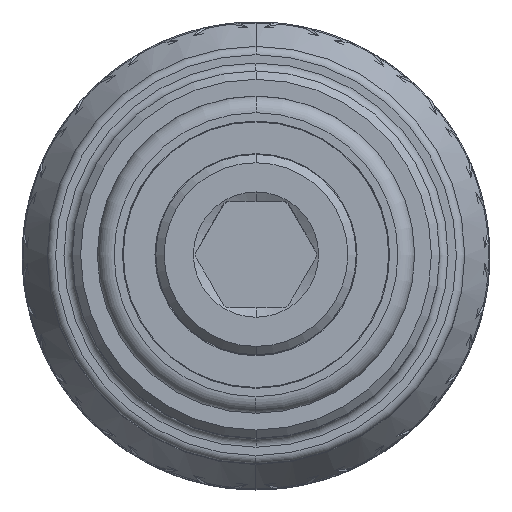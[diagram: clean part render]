
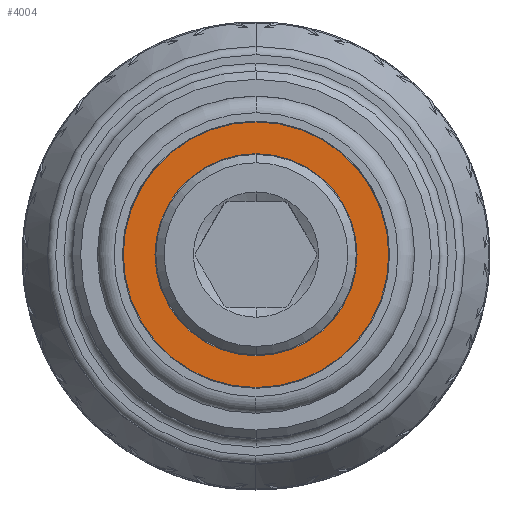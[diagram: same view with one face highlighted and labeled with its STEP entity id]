
A CAD part, top view. The second image highlights one B-rep face of the part: STEP entity #4004.
In plain terms, the highlighted planar face has unit normal (0, 0, 1).
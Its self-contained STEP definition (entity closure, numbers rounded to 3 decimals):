
#3959=CARTESIAN_POINT('',(0.,0.,71.5));
#3960=DIRECTION('',(0.,0.,1.));
#3961=DIRECTION('',(0.,-1.,0.));
#3962=AXIS2_PLACEMENT_3D('',#3959,#3960,#3961);
#3964=CARTESIAN_POINT('',(0.,0.,71.5));
#3965=DIRECTION('',(0.,0.,1.));
#3966=DIRECTION('',(0.,1.,0.));
#3967=AXIS2_PLACEMENT_3D('',#3964,#3965,#3966);
#3969=CARTESIAN_POINT('',(0.,0.,71.5));
#3970=DIRECTION('',(0.,0.,-1.));
#3971=DIRECTION('',(0.,-1.,0.));
#3972=AXIS2_PLACEMENT_3D('',#3969,#3970,#3971);
#3974=CARTESIAN_POINT('',(0.,0.,71.5));
#3975=DIRECTION('',(0.,0.,-1.));
#3976=DIRECTION('',(0.,1.,0.));
#3977=AXIS2_PLACEMENT_3D('',#3974,#3975,#3976);
#3979=CARTESIAN_POINT('',(0.,7.95,71.5));
#3980=CARTESIAN_POINT('',(0.,-7.95,71.5));
#3981=VERTEX_POINT('',#3979);
#3982=VERTEX_POINT('',#3980);
#3983=CARTESIAN_POINT('',(0.,6.05,71.5));
#3984=CARTESIAN_POINT('',(0.,-6.05,71.5));
#3985=VERTEX_POINT('',#3983);
#3986=VERTEX_POINT('',#3984);
#3987=CARTESIAN_POINT('',(0.,0.,71.5));
#3988=DIRECTION('',(0.,0.,-1.));
#3989=DIRECTION('',(0.,-1.,0.));
#3990=AXIS2_PLACEMENT_3D('',#3987,#3988,#3989);
#3991=PLANE('',#3990);
#3993=ORIENTED_EDGE('',*,*,#3992,.T.);
#3995=ORIENTED_EDGE('',*,*,#3994,.T.);
#3996=EDGE_LOOP('',(#3993,#3995));
#3997=FACE_OUTER_BOUND('',#3996,.F.);
#3999=ORIENTED_EDGE('',*,*,#3998,.T.);
#4001=ORIENTED_EDGE('',*,*,#4000,.T.);
#4002=EDGE_LOOP('',(#3999,#4001));
#4003=FACE_BOUND('',#4002,.F.);
#4004=ADVANCED_FACE('',(#3997,#4003),#3991,.F.);
#3963=CIRCLE('',#3962,6.05);
#3968=CIRCLE('',#3967,6.05);
#3973=CIRCLE('',#3972,7.95);
#3978=CIRCLE('',#3977,7.95);
#3992=EDGE_CURVE('',#3982,#3981,#3973,.T.);
#3994=EDGE_CURVE('',#3981,#3982,#3978,.T.);
#3998=EDGE_CURVE('',#3986,#3985,#3963,.T.);
#4000=EDGE_CURVE('',#3985,#3986,#3968,.T.);
